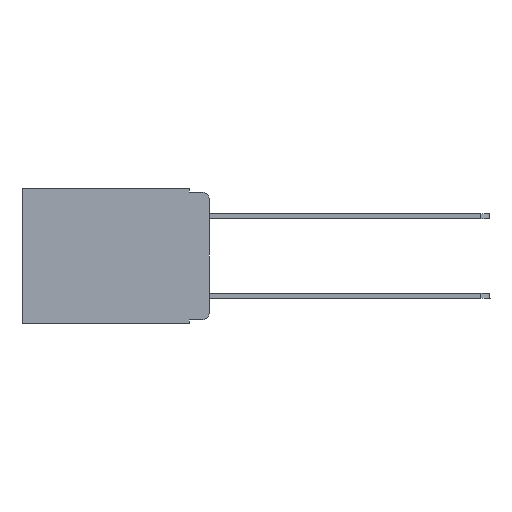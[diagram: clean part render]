
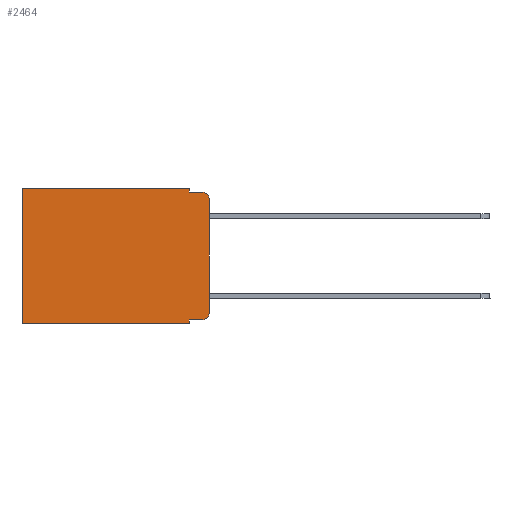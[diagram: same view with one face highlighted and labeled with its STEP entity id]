
A CAD part, left-side view. The second image highlights one B-rep face of the part: STEP entity #2464.
In plain terms, the highlighted planar face has unit normal (-1, 0, 0).
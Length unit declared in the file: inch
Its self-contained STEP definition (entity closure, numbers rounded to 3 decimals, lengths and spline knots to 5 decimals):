
#64 = VERTEX_POINT ( 'NONE', #7880 ) ;
#82 = VECTOR ( 'NONE', #9183, 39.37008 ) ;
#127 = CARTESIAN_POINT ( 'NONE',  ( 0.298, 0.02, -0.333 ) ) ;
#281 = VECTOR ( 'NONE', #1758, 39.37008 ) ;
#462 = DIRECTION ( 'NONE',  ( 0., 1., 0. ) ) ;
#681 = LINE ( 'NONE', #2278, #9355 ) ;
#702 = EDGE_CURVE ( 'NONE', #12713, #4796, #12065, .T. ) ;
#757 = ORIENTED_EDGE ( 'NONE', *, *, #12542, .F. ) ;
#809 = CIRCLE ( 'NONE', #9428, 0.02 ) ;
#1137 = LINE ( 'NONE', #3697, #11851 ) ;
#1170 = VERTEX_POINT ( 'NONE', #7970 ) ;
#1191 = VERTEX_POINT ( 'NONE', #12482 ) ;
#1584 = CARTESIAN_POINT ( 'NONE',  ( 0.298, 0., 0. ) ) ;
#1613 = LINE ( 'NONE', #3853, #4361 ) ;
#1635 = DIRECTION ( 'NONE',  ( 0., 0., -1. ) ) ;
#1758 = DIRECTION ( 'NONE',  ( 0., -1., 0. ) ) ;
#2096 = VERTEX_POINT ( 'NONE', #2624 ) ;
#2278 = CARTESIAN_POINT ( 'NONE',  ( 0.298, 0.473, 0. ) ) ;
#2464 = ADVANCED_FACE ( 'NONE', ( #11845 ), #3429, .F. ) ;
#2624 = CARTESIAN_POINT ( 'NONE',  ( 0.298, 0.051, 0. ) ) ;
#2819 = EDGE_LOOP ( 'NONE', ( #757, #14027, #8885, #10677, #5746, #3637, #3308, #12405, #10378, #13359 ) ) ;
#2835 = EDGE_CURVE ( 'NONE', #4452, #4796, #11470, .T. ) ;
#2839 = DIRECTION ( 'NONE',  ( 0., 0., -1. ) ) ;
#3177 = VECTOR ( 'NONE', #13633, 39.37008 ) ;
#3308 = ORIENTED_EDGE ( 'NONE', *, *, #3332, .F. ) ;
#3332 = EDGE_CURVE ( 'NONE', #6462, #1191, #1613, .T. ) ;
#3429 = PLANE ( 'NONE',  #7544 ) ;
#3637 = ORIENTED_EDGE ( 'NONE', *, *, #4525, .T. ) ;
#3689 = DIRECTION ( 'NONE',  ( -1., 0., 0. ) ) ;
#3697 = CARTESIAN_POINT ( 'NONE',  ( 0.298, 0.051, 0. ) ) ;
#3853 = CARTESIAN_POINT ( 'NONE',  ( 0.298, 0., -0.343 ) ) ;
#4335 = CARTESIAN_POINT ( 'NONE',  ( 0.298, 0.051, -0.01 ) ) ;
#4361 = VECTOR ( 'NONE', #462, 39.37008 ) ;
#4452 = VERTEX_POINT ( 'NONE', #4335 ) ;
#4525 = EDGE_CURVE ( 'NONE', #64, #1191, #681, .T. ) ;
#4796 = VERTEX_POINT ( 'NONE', #5309 ) ;
#5230 = VECTOR ( 'NONE', #6766, 39.37008 ) ;
#5275 = VERTEX_POINT ( 'NONE', #10229 ) ;
#5293 = DIRECTION ( 'NONE',  ( 0., 0., -1. ) ) ;
#5309 = CARTESIAN_POINT ( 'NONE',  ( 0.298, 0.02, -0.01 ) ) ;
#5408 = LINE ( 'NONE', #12694, #281 ) ;
#5467 = EDGE_CURVE ( 'NONE', #7464, #5275, #809, .T. ) ;
#5746 = ORIENTED_EDGE ( 'NONE', *, *, #11974, .T. ) ;
#5968 = CARTESIAN_POINT ( 'NONE',  ( 0.298, 0.02, -0.03 ) ) ;
#6462 = VERTEX_POINT ( 'NONE', #10022 ) ;
#6599 = EDGE_CURVE ( 'NONE', #1170, #6462, #1137, .T. ) ;
#6766 = DIRECTION ( 'NONE',  ( 0., -1., 0. ) ) ;
#7464 = VERTEX_POINT ( 'NONE', #127 ) ;
#7544 = AXIS2_PLACEMENT_3D ( 'NONE', #13156, #10843, #7562 ) ;
#7562 = DIRECTION ( 'NONE',  ( 0., 0., -1. ) ) ;
#7880 = CARTESIAN_POINT ( 'NONE',  ( 0.298, 0.473, 0. ) ) ;
#7970 = CARTESIAN_POINT ( 'NONE',  ( 0.298, 0.051, -0.333 ) ) ;
#8065 = VECTOR ( 'NONE', #2839, 39.37008 ) ;
#8885 = ORIENTED_EDGE ( 'NONE', *, *, #2835, .F. ) ;
#8910 = LINE ( 'NONE', #1584, #82 ) ;
#9183 = DIRECTION ( 'NONE',  ( 0., 0., -1. ) ) ;
#9268 = CARTESIAN_POINT ( 'NONE',  ( 0.298, 0.051, 0. ) ) ;
#9355 = VECTOR ( 'NONE', #11621, 39.37008 ) ;
#9428 = AXIS2_PLACEMENT_3D ( 'NONE', #12874, #10702, #5293 ) ;
#9909 = AXIS2_PLACEMENT_3D ( 'NONE', #5968, #3689, #13560 ) ;
#10022 = CARTESIAN_POINT ( 'NONE',  ( 0.298, 0.051, -0.343 ) ) ;
#10229 = CARTESIAN_POINT ( 'NONE',  ( 0.298, 0., -0.313 ) ) ;
#10362 = CARTESIAN_POINT ( 'NONE',  ( 0.298, 0., 0. ) ) ;
#10378 = ORIENTED_EDGE ( 'NONE', *, *, #11435, .T. ) ;
#10677 = ORIENTED_EDGE ( 'NONE', *, *, #12689, .F. ) ;
#10702 = DIRECTION ( 'NONE',  ( -1., 0., 0. ) ) ;
#10843 = DIRECTION ( 'NONE',  ( 1., 0., 0. ) ) ;
#10994 = CARTESIAN_POINT ( 'NONE',  ( 0.298, 0.051, -0.01 ) ) ;
#11435 = EDGE_CURVE ( 'NONE', #1170, #7464, #5408, .T. ) ;
#11470 = LINE ( 'NONE', #10994, #5230 ) ;
#11621 = DIRECTION ( 'NONE',  ( 0., 0., -1. ) ) ;
#11845 = FACE_OUTER_BOUND ( 'NONE', #2819, .T. ) ;
#11851 = VECTOR ( 'NONE', #1635, 39.37008 ) ;
#11974 = EDGE_CURVE ( 'NONE', #2096, #64, #13195, .T. ) ;
#12065 = CIRCLE ( 'NONE', #9909, 0.02 ) ;
#12405 = ORIENTED_EDGE ( 'NONE', *, *, #6599, .F. ) ;
#12482 = CARTESIAN_POINT ( 'NONE',  ( 0.298, 0.473, -0.343 ) ) ;
#12542 = EDGE_CURVE ( 'NONE', #12713, #5275, #8910, .T. ) ;
#12567 = CARTESIAN_POINT ( 'NONE',  ( 0.298, 0., -0.03 ) ) ;
#12689 = EDGE_CURVE ( 'NONE', #2096, #4452, #14013, .T. ) ;
#12694 = CARTESIAN_POINT ( 'NONE',  ( 0.298, 0.051, -0.333 ) ) ;
#12713 = VERTEX_POINT ( 'NONE', #12567 ) ;
#12874 = CARTESIAN_POINT ( 'NONE',  ( 0.298, 0.02, -0.313 ) ) ;
#13156 = CARTESIAN_POINT ( 'NONE',  ( 0.298, 0., 0. ) ) ;
#13195 = LINE ( 'NONE', #10362, #3177 ) ;
#13359 = ORIENTED_EDGE ( 'NONE', *, *, #5467, .T. ) ;
#13560 = DIRECTION ( 'NONE',  ( 0., 0., -1. ) ) ;
#13633 = DIRECTION ( 'NONE',  ( 0., 1., 0. ) ) ;
#14013 = LINE ( 'NONE', #9268, #8065 ) ;
#14027 = ORIENTED_EDGE ( 'NONE', *, *, #702, .T. ) ;
